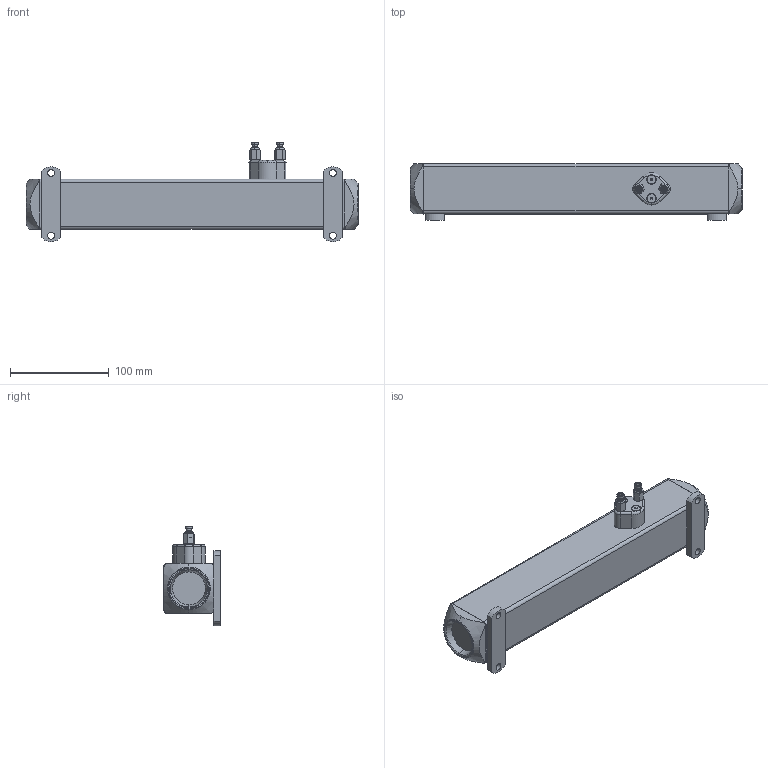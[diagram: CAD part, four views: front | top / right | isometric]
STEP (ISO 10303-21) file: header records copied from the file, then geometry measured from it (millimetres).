
FILE_DESCRIPTION (( 'STEP AP214' ), '1' );
FILE_NAME ('SC3000.STEP', '2020-07-01T20:25:45', ( '' ), ( '' ), 'SwSTEP 2.0', 'SolidWorks 2020', '' );
FILE_SCHEMA (( 'AUTOMOTIVE_DESIGN' ));
Length unit declared in the file: millimetre
Products named in the file (4): .156X10-32 Connector_51025K167; SC3000; socket countersunk head cap screw_ai_SCHCSCREW 0.164-32x0.5x0.5-HX-N
Assembly tree (5 placements, depth 2):
  SC3000
    .156X10-32 Connector_51025K167  x2
    socket countersunk head cap screw_ai_SCHCSCREW 0.164-32x0.5x0.5-HX-N  x2
    SC3000
Bounding box: 336.55 x 57.28 x 101.13 mm (x, y, z)
Volume: 876215.6 mm3; surface area: 81699.3 mm2
Topology: 15 solids, 15 shells, 402 faces, 927 edges, 563 vertices
Faces by surface type: cylinder 157, plane 112, cone 100, torus 29, bspline 4
Entity records: 9427 total; most frequent: CARTESIAN_POINT 2584, DIRECTION 1273, ORIENTED_EDGE 1194, EDGE_CURVE 597, AXIS2_PLACEMENT_3D 510, VERTEX_POINT 368, EDGE_LOOP 289, FACE_OUTER_BOUND 257
